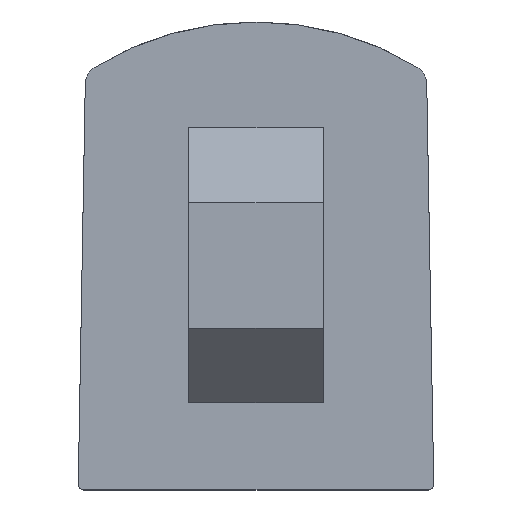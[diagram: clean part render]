
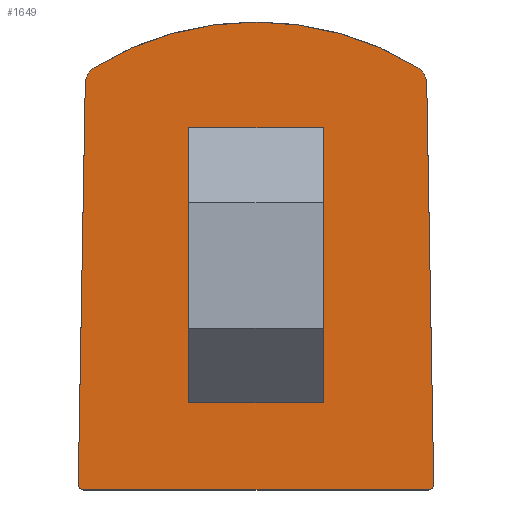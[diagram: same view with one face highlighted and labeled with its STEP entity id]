
A CAD part, front view. The second image highlights one B-rep face of the part: STEP entity #1649.
In plain terms, the highlighted planar face has unit normal (0, -1, 0).
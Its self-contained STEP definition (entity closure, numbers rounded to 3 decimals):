
#6 = VERTEX_POINT ( 'NONE', #404 ) ;
#51 = CARTESIAN_POINT ( 'NONE',  ( -3.25, 0., -3.1 ) ) ;
#131 = CARTESIAN_POINT ( 'NONE',  ( -9.5, 0., -3.1 ) ) ;
#191 = CARTESIAN_POINT ( 'NONE',  ( 0., 0., -2.542 ) ) ;
#216 = EDGE_CURVE ( 'NONE', #3230, #3491, #2478, .T. ) ;
#223 = DIRECTION ( 'NONE',  ( 0., 0., -1. ) ) ;
#278 = EDGE_CURVE ( 'NONE', #647, #500, #1984, .T. ) ;
#300 = EDGE_CURVE ( 'NONE', #6, #2515, #1436, .T. ) ;
#311 = DIRECTION ( 'NONE',  ( 0., 1., 0. ) ) ;
#328 = CARTESIAN_POINT ( 'NONE',  ( -9.121, 0., 10.727 ) ) ;
#361 = CARTESIAN_POINT ( 'NONE',  ( 3.25, 0., 5.1 ) ) ;
#372 = ORIENTED_EDGE ( 'NONE', *, *, #1547, .F. ) ;
#399 = DIRECTION ( 'NONE',  ( 0., 1., 0. ) ) ;
#401 = CIRCLE ( 'NONE', #2540, 16.542 ) ;
#404 = CARTESIAN_POINT ( 'NONE',  ( 3.25, 0., 0.4 ) ) ;
#413 = DIRECTION ( 'NONE',  ( 0., 1., 0. ) ) ;
#430 = VERTEX_POINT ( 'NONE', #1011 ) ;
#463 = LINE ( 'NONE', #1300, #1747 ) ;
#500 = VERTEX_POINT ( 'NONE', #896 ) ;
#499 = LINE ( 'NONE', #2961, #3458 ) ;
#547 = VECTOR ( 'NONE', #1078, 1000. ) ;
#564 = CARTESIAN_POINT ( 'NONE',  ( -9.195, 0., -11. ) ) ;
#582 = CARTESIAN_POINT ( 'NONE',  ( 3.25, 0., -11. ) ) ;
#622 = DIRECTION ( 'NONE',  ( 0., -1., 0. ) ) ;
#647 = VERTEX_POINT ( 'NONE', #2076 ) ;
#695 = EDGE_CURVE ( 'NONE', #2515, #1133, #1926, .T. ) ;
#715 = EDGE_CURVE ( 'NONE', #430, #960, #2453, .T. ) ;
#716 = FACE_OUTER_BOUND ( 'NONE', #2414, .T. ) ;
#723 = AXIS2_PLACEMENT_3D ( 'NONE', #2852, #311, #1141 ) ;
#823 = CIRCLE ( 'NONE', #2838, 0.3 ) ;
#824 = EDGE_CURVE ( 'NONE', #1777, #500, #1579, .T. ) ;
#877 = CARTESIAN_POINT ( 'NONE',  ( -9.195, 0., -10.7 ) ) ;
#896 = CARTESIAN_POINT ( 'NONE',  ( 8.643, 0., 11.562 ) ) ;
#898 = DIRECTION ( 'NONE',  ( 1., 0., 0. ) ) ;
#915 = CARTESIAN_POINT ( 'NONE',  ( -9.495, 0., -10.695 ) ) ;
#919 = CARTESIAN_POINT ( 'NONE',  ( 8.121, 0., 10.71 ) ) ;
#944 = DIRECTION ( 'NONE',  ( 0., 0., 1. ) ) ;
#960 = VERTEX_POINT ( 'NONE', #564 ) ;
#1011 = CARTESIAN_POINT ( 'NONE',  ( 9.195, 0., -11. ) ) ;
#1070 = CARTESIAN_POINT ( 'NONE',  ( 0., 0., 14. ) ) ;
#1078 = DIRECTION ( 'NONE',  ( 0.017, 0., 1. ) ) ;
#1125 = CARTESIAN_POINT ( 'NONE',  ( -9.5, 0., 5.1 ) ) ;
#1133 = VERTEX_POINT ( 'NONE', #1251 ) ;
#1141 = DIRECTION ( 'NONE',  ( 0., 0., 1. ) ) ;
#1176 = EDGE_CURVE ( 'NONE', #6, #1520, #3284, .T. ) ;
#1183 = VECTOR ( 'NONE', #1340, 1000. ) ;
#1223 = DIRECTION ( 'NONE',  ( 0., 0., 1. ) ) ;
#1251 = CARTESIAN_POINT ( 'NONE',  ( 0.25, 0., 5.1 ) ) ;
#1293 = ORIENTED_EDGE ( 'NONE', *, *, #2822, .T. ) ;
#1300 = CARTESIAN_POINT ( 'NONE',  ( 9.5, 0., -11. ) ) ;
#1304 = DIRECTION ( 'NONE',  ( 0., 0., 1. ) ) ;
#1340 = DIRECTION ( 'NONE',  ( -1., 0., 0. ) ) ;
#1436 = LINE ( 'NONE', #582, #1879 ) ;
#1520 = VERTEX_POINT ( 'NONE', #2690 ) ;
#1521 = CIRCLE ( 'NONE', #1863, 0.3 ) ;
#1547 = EDGE_CURVE ( 'NONE', #2503, #1777, #401, .T. ) ;
#1553 = DIRECTION ( 'NONE',  ( 0., -1., 0. ) ) ;
#1563 = EDGE_CURVE ( 'NONE', #2316, #3267, #499, .T. ) ;
#1572 = CIRCLE ( 'NONE', #2149, 3.5 ) ;
#1579 = CIRCLE ( 'NONE', #723, 16.542 ) ;
#1619 = CARTESIAN_POINT ( 'NONE',  ( 9.195, 0., -10.7 ) ) ;
#1649 = ADVANCED_FACE ( 'NONE', ( #716, #2895 ), #2098, .F. ) ;
#1660 = AXIS2_PLACEMENT_3D ( 'NONE', #2605, #413, #1810 ) ;
#1747 = VECTOR ( 'NONE', #2087, 1000. ) ;
#1764 = AXIS2_PLACEMENT_3D ( 'NONE', #919, #622, #2533 ) ;
#1771 = DIRECTION ( 'NONE',  ( 0., 1., 0. ) ) ;
#1777 = VERTEX_POINT ( 'NONE', #1070 ) ;
#1810 = DIRECTION ( 'NONE',  ( 0., 0., 1. ) ) ;
#1863 = AXIS2_PLACEMENT_3D ( 'NONE', #1619, #2725, #2151 ) ;
#1874 = EDGE_CURVE ( 'NONE', #430, #2635, #1521, .T. ) ;
#1879 = VECTOR ( 'NONE', #2306, 1000. ) ;
#1926 = LINE ( 'NONE', #1125, #2208 ) ;
#1984 = CIRCLE ( 'NONE', #1764, 1. ) ;
#2015 = ORIENTED_EDGE ( 'NONE', *, *, #1176, .T. ) ;
#2041 = LINE ( 'NONE', #131, #2952 ) ;
#2076 = CARTESIAN_POINT ( 'NONE',  ( 9.121, 0., 10.727 ) ) ;
#2079 = AXIS2_PLACEMENT_3D ( 'NONE', #2909, #1771, #944 ) ;
#2087 = DIRECTION ( 'NONE',  ( 0.017, 0., -1. ) ) ;
#2098 = PLANE ( 'NONE',  #1660 ) ;
#2103 = CARTESIAN_POINT ( 'NONE',  ( 9.495, 0., -10.695 ) ) ;
#2110 = ORIENTED_EDGE ( 'NONE', *, *, #300, .F. ) ;
#2149 = AXIS2_PLACEMENT_3D ( 'NONE', #2861, #399, #2841 ) ;
#2151 = DIRECTION ( 'NONE',  ( 0., 0., 1. ) ) ;
#2153 = CARTESIAN_POINT ( 'NONE',  ( -9.5, 0., -11. ) ) ;
#2205 = AXIS2_PLACEMENT_3D ( 'NONE', #2888, #1553, #3439 ) ;
#2208 = VECTOR ( 'NONE', #3313, 1000. ) ;
#2225 = ORIENTED_EDGE ( 'NONE', *, *, #278, .T. ) ;
#2232 = EDGE_LOOP ( 'NONE', ( #2661, #1293, #2355, #2110, #2015, #2408 ) ) ;
#2306 = DIRECTION ( 'NONE',  ( 0., 0., 1. ) ) ;
#2316 = VERTEX_POINT ( 'NONE', #2673 ) ;
#2355 = ORIENTED_EDGE ( 'NONE', *, *, #695, .F. ) ;
#2365 = ORIENTED_EDGE ( 'NONE', *, *, #3043, .T. ) ;
#2408 = ORIENTED_EDGE ( 'NONE', *, *, #2805, .F. ) ;
#2414 = EDGE_LOOP ( 'NONE', ( #3164, #3555, #3292, #2225, #3476, #372, #2365, #3448, #3272 ) ) ;
#2442 = CARTESIAN_POINT ( 'NONE',  ( -9.495, 0., -10.695 ) ) ;
#2453 = LINE ( 'NONE', #2153, #1183 ) ;
#2463 = DIRECTION ( 'NONE',  ( 0., 1., 0. ) ) ;
#2478 = LINE ( 'NONE', #2442, #547 ) ;
#2503 = VERTEX_POINT ( 'NONE', #3168 ) ;
#2515 = VERTEX_POINT ( 'NONE', #361 ) ;
#2533 = DIRECTION ( 'NONE',  ( 0., 0., 1. ) ) ;
#2540 = AXIS2_PLACEMENT_3D ( 'NONE', #191, #2463, #1304 ) ;
#2605 = CARTESIAN_POINT ( 'NONE',  ( -9.5, 0., -11. ) ) ;
#2635 = VERTEX_POINT ( 'NONE', #2103 ) ;
#2661 = ORIENTED_EDGE ( 'NONE', *, *, #1563, .F. ) ;
#2673 = CARTESIAN_POINT ( 'NONE',  ( -3.25, 0., 1.6 ) ) ;
#2690 = CARTESIAN_POINT ( 'NONE',  ( -0.25, 0., -3.1 ) ) ;
#2725 = DIRECTION ( 'NONE',  ( 0., -1., 0. ) ) ;
#2753 = EDGE_CURVE ( 'NONE', #3230, #960, #823, .T. ) ;
#2805 = EDGE_CURVE ( 'NONE', #3267, #1520, #2041, .T. ) ;
#2806 = DIRECTION ( 'NONE',  ( 0., -1., 0. ) ) ;
#2822 = EDGE_CURVE ( 'NONE', #2316, #1133, #1572, .T. ) ;
#2838 = AXIS2_PLACEMENT_3D ( 'NONE', #877, #2806, #1223 ) ;
#2841 = DIRECTION ( 'NONE',  ( 0., 0., 1. ) ) ;
#2852 = CARTESIAN_POINT ( 'NONE',  ( 0., 0., -2.542 ) ) ;
#2861 = CARTESIAN_POINT ( 'NONE',  ( 0.25, 0., 1.6 ) ) ;
#2888 = CARTESIAN_POINT ( 'NONE',  ( -8.121, 0., 10.71 ) ) ;
#2895 = FACE_BOUND ( 'NONE', #2232, .T. ) ;
#2909 = CARTESIAN_POINT ( 'NONE',  ( -0.25, 0., 0.4 ) ) ;
#2952 = VECTOR ( 'NONE', #898, 1000. ) ;
#2961 = CARTESIAN_POINT ( 'NONE',  ( -3.25, 0., -11. ) ) ;
#3043 = EDGE_CURVE ( 'NONE', #2503, #3491, #3466, .T. ) ;
#3164 = ORIENTED_EDGE ( 'NONE', *, *, #715, .F. ) ;
#3168 = CARTESIAN_POINT ( 'NONE',  ( -8.643, 0., 11.562 ) ) ;
#3230 = VERTEX_POINT ( 'NONE', #915 ) ;
#3267 = VERTEX_POINT ( 'NONE', #51 ) ;
#3272 = ORIENTED_EDGE ( 'NONE', *, *, #2753, .T. ) ;
#3284 = CIRCLE ( 'NONE', #2079, 3.5 ) ;
#3292 = ORIENTED_EDGE ( 'NONE', *, *, #3533, .F. ) ;
#3313 = DIRECTION ( 'NONE',  ( -1., 0., 0. ) ) ;
#3439 = DIRECTION ( 'NONE',  ( 0., 0., 1. ) ) ;
#3448 = ORIENTED_EDGE ( 'NONE', *, *, #216, .F. ) ;
#3458 = VECTOR ( 'NONE', #223, 1000. ) ;
#3466 = CIRCLE ( 'NONE', #2205, 1. ) ;
#3476 = ORIENTED_EDGE ( 'NONE', *, *, #824, .F. ) ;
#3491 = VERTEX_POINT ( 'NONE', #328 ) ;
#3533 = EDGE_CURVE ( 'NONE', #647, #2635, #463, .T. ) ;
#3555 = ORIENTED_EDGE ( 'NONE', *, *, #1874, .T. ) ;
